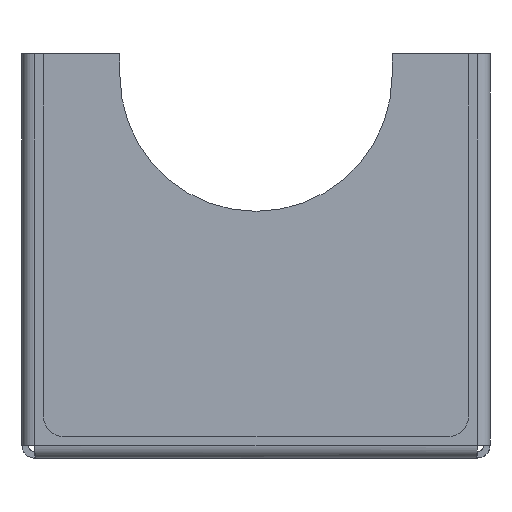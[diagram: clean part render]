
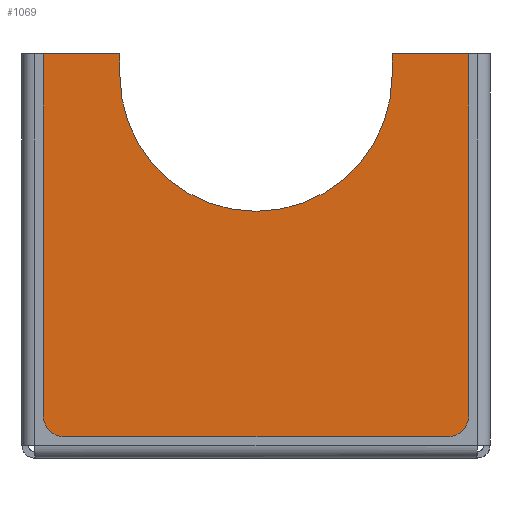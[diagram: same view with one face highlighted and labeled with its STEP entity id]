
A CAD part, left-side view. The second image highlights one B-rep face of the part: STEP entity #1069.
In plain terms, the highlighted planar face has unit normal (-1, 0, 0).
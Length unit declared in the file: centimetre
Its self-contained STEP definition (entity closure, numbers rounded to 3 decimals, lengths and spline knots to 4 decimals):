
#56=CIRCLE('',#1144,32.);
#58=CIRCLE('',#1148,5.);
#59=CIRCLE('',#1149,5.);
#134=FACE_OUTER_BOUND('',#200,.T.);
#200=EDGE_LOOP('',(#919,#920,#921,#922,#923,#924,#925,#926,#927,#928));
#299=LINE('',#1998,#413);
#304=LINE('',#2012,#418);
#307=LINE('',#2018,#421);
#308=LINE('',#2020,#422);
#309=LINE('',#2024,#423);
#310=LINE('',#2028,#424);
#311=LINE('',#2029,#425);
#413=VECTOR('',#1377,1.);
#418=VECTOR('',#1390,1.);
#421=VECTOR('',#1395,1.);
#422=VECTOR('',#1396,1.);
#423=VECTOR('',#1399,1.);
#424=VECTOR('',#1402,1.);
#425=VECTOR('',#1403,1.);
#503=VERTEX_POINT('',#1996);
#504=VERTEX_POINT('',#1997);
#507=VERTEX_POINT('',#2005);
#509=VERTEX_POINT('',#2011);
#511=VERTEX_POINT('',#2017);
#512=VERTEX_POINT('',#2019);
#513=VERTEX_POINT('',#2021);
#514=VERTEX_POINT('',#2023);
#515=VERTEX_POINT('',#2025);
#516=VERTEX_POINT('',#2027);
#641=EDGE_CURVE('',#503,#504,#299,.T.);
#645=EDGE_CURVE('',#507,#503,#56,.T.);
#648=EDGE_CURVE('',#509,#507,#304,.T.);
#651=EDGE_CURVE('',#504,#511,#307,.T.);
#652=EDGE_CURVE('',#511,#512,#308,.T.);
#653=EDGE_CURVE('',#512,#513,#58,.T.);
#654=EDGE_CURVE('',#513,#514,#309,.T.);
#655=EDGE_CURVE('',#514,#515,#59,.T.);
#656=EDGE_CURVE('',#515,#516,#310,.T.);
#657=EDGE_CURVE('',#516,#509,#311,.T.);
#919=ORIENTED_EDGE('',*,*,#648,.T.);
#920=ORIENTED_EDGE('',*,*,#645,.T.);
#921=ORIENTED_EDGE('',*,*,#641,.T.);
#922=ORIENTED_EDGE('',*,*,#651,.T.);
#923=ORIENTED_EDGE('',*,*,#652,.T.);
#924=ORIENTED_EDGE('',*,*,#653,.T.);
#925=ORIENTED_EDGE('',*,*,#654,.T.);
#926=ORIENTED_EDGE('',*,*,#655,.T.);
#927=ORIENTED_EDGE('',*,*,#656,.T.);
#928=ORIENTED_EDGE('',*,*,#657,.T.);
#1005=PLANE('',#1147);
#1069=ADVANCED_FACE('',(#134),#1005,.T.);
#1144=AXIS2_PLACEMENT_3D('',#2006,#1383,#1384);
#1147=AXIS2_PLACEMENT_3D('',#2016,#1393,#1394);
#1148=AXIS2_PLACEMENT_3D('',#2022,#1397,#1398);
#1149=AXIS2_PLACEMENT_3D('',#2026,#1400,#1401);
#1377=DIRECTION('',(0.,0.,1.));
#1383=DIRECTION('center_axis',(1.,0.,0.));
#1384=DIRECTION('ref_axis',(0.,-1.,0.));
#1390=DIRECTION('',(0.,0.,-1.));
#1393=DIRECTION('center_axis',(-1.,0.,0.));
#1394=DIRECTION('ref_axis',(0.,-1.,0.));
#1395=DIRECTION('',(0.,1.,0.));
#1396=DIRECTION('',(0.,0.,-1.));
#1397=DIRECTION('center_axis',(-1.,0.,0.));
#1398=DIRECTION('ref_axis',(0.,1.,0.));
#1399=DIRECTION('',(0.,-1.,0.));
#1400=DIRECTION('center_axis',(-1.,0.,0.));
#1401=DIRECTION('ref_axis',(0.,0.,
-1.));
#1402=DIRECTION('',(0.,0.,1.));
#1403=DIRECTION('',(0.,1.,0.));
#1996=CARTESIAN_POINT('',(-183.8929,-218.,90.));
#1997=CARTESIAN_POINT('',(-183.8929,-218.,95.));
#1998=CARTESIAN_POINT('',(-183.8929,-218.,78.5869));
#2005=CARTESIAN_POINT('',(-183.8929,-282.,90.));
#2006=CARTESIAN_POINT('Origin',(-183.8929,-250.,90.));
#2011=CARTESIAN_POINT('',(-183.8929,-282.,95.));
#2012=CARTESIAN_POINT('',(-183.8929,-282.,78.5869));
#2016=CARTESIAN_POINT('Origin',(-183.8929,-250.,48.9006));
#2017=CARTESIAN_POINT('',(-183.8929,-200.,95.));
#2018=CARTESIAN_POINT('',(-183.8929,-220.,95.));
#2019=CARTESIAN_POINT('',(-183.8929,-200.,10.));
#2020=CARTESIAN_POINT('',(-183.8929,-200.,95.));
#2021=CARTESIAN_POINT('',(-183.8929,-205.,5.));
#2022=CARTESIAN_POINT('Origin',(-183.8929,-205.,10.));
#2023=CARTESIAN_POINT('',(-183.8929,-295.,5.));
#2024=CARTESIAN_POINT('',(-183.8929,-205.,5.));
#2025=CARTESIAN_POINT('',(-183.8929,-300.,10.));
#2026=CARTESIAN_POINT('Origin',(-183.8929,-295.,10.));
#2027=CARTESIAN_POINT('',(-183.8929,-300.,95.));
#2028=CARTESIAN_POINT('',(-183.8929,-300.,10.));
#2029=CARTESIAN_POINT('',(-183.8929,-300.,95.));
